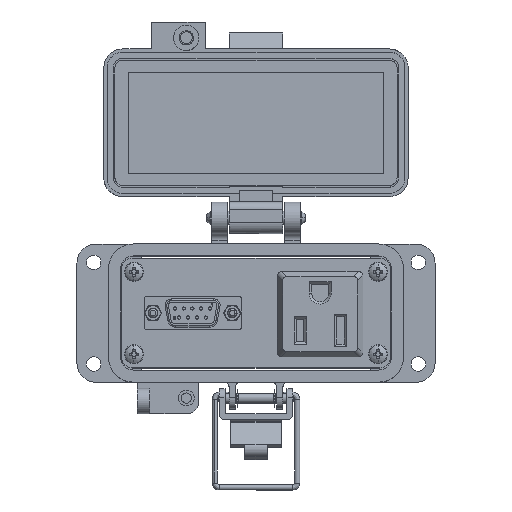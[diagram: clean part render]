
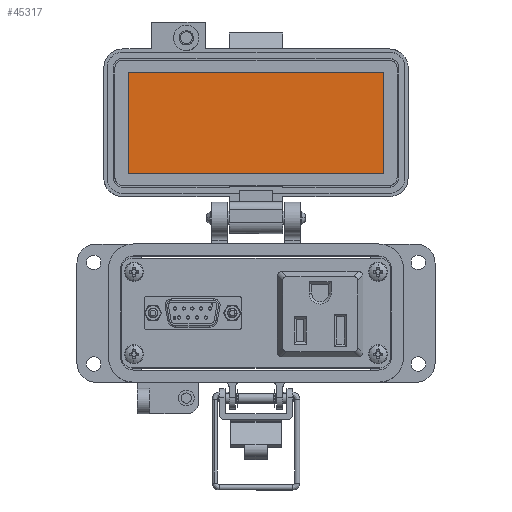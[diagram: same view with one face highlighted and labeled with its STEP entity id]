
A CAD part, top view. The second image highlights one B-rep face of the part: STEP entity #45317.
In plain terms, the highlighted planar face has unit normal (0, 0, 1).
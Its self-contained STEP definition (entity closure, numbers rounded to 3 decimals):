
#3925 = CARTESIAN_POINT ( 'NONE',  ( -40.25, 83.154, -25.55 ) ) ;
#6380 = LINE ( 'NONE', #52365, #38121 ) ;
#7268 = DIRECTION ( 'NONE',  ( 0., -1., 0. ) ) ;
#7398 = VERTEX_POINT ( 'NONE', #3925 ) ;
#7665 = AXIS2_PLACEMENT_3D ( 'NONE', #35989, #29871, #54654 ) ;
#8643 = CARTESIAN_POINT ( 'NONE',  ( -40.25, 51.154, -25.55 ) ) ;
#13329 = CARTESIAN_POINT ( 'NONE',  ( 40.25, 83.154, -25.55 ) ) ;
#16021 = VERTEX_POINT ( 'NONE', #38230 ) ;
#16962 = FACE_OUTER_BOUND ( 'NONE', #46988, .T. ) ;
#17321 = VECTOR ( 'NONE', #7268, 1000. ) ;
#18194 = DIRECTION ( 'NONE',  ( 0., 1., 0. ) ) ;
#21299 = VECTOR ( 'NONE', #18194, 1000. ) ;
#25085 = ORIENTED_EDGE ( 'NONE', *, *, #50315, .F. ) ;
#25552 = EDGE_CURVE ( 'NONE', #7398, #27436, #6380, .T. ) ;
#25666 = LINE ( 'NONE', #48950, #57059 ) ;
#27199 = LINE ( 'NONE', #54757, #17321 ) ;
#27436 = VERTEX_POINT ( 'NONE', #13329 ) ;
#29165 = EDGE_CURVE ( 'NONE', #59149, #7398, #32909, .T. ) ;
#29871 = DIRECTION ( 'NONE',  ( 0., 0., 1. ) ) ;
#30494 = PLANE ( 'NONE',  #7665 ) ;
#31869 = ORIENTED_EDGE ( 'NONE', *, *, #58299, .F. ) ;
#32909 = LINE ( 'NONE', #41519, #21299 ) ;
#35772 = DIRECTION ( 'NONE',  ( -1., 0., 0. ) ) ;
#35989 = CARTESIAN_POINT ( 'NONE',  ( -8.5, 67.154, -25.55 ) ) ;
#38121 = VECTOR ( 'NONE', #48081, 1000. ) ;
#38230 = CARTESIAN_POINT ( 'NONE',  ( 40.25, 51.154, -25.55 ) ) ;
#38549 = ORIENTED_EDGE ( 'NONE', *, *, #29165, .F. ) ;
#41519 = CARTESIAN_POINT ( 'NONE',  ( -40.25, 67.154, -25.55 ) ) ;
#45317 = ADVANCED_FACE ( 'NONE', ( #16962 ), #30494, .T. ) ;
#46988 = EDGE_LOOP ( 'NONE', ( #56208, #38549, #25085, #31869 ) ) ;
#48081 = DIRECTION ( 'NONE',  ( 1., 0., 0. ) ) ;
#48950 = CARTESIAN_POINT ( 'NONE',  ( 42., 51.154, -25.55 ) ) ;
#50315 = EDGE_CURVE ( 'NONE', #16021, #59149, #25666, .T. ) ;
#52365 = CARTESIAN_POINT ( 'NONE',  ( -8.5, 83.154, -25.55 ) ) ;
#54654 = DIRECTION ( 'NONE',  ( 0., -1., 0. ) ) ;
#54757 = CARTESIAN_POINT ( 'NONE',  ( 40.25, 67.154, -25.55 ) ) ;
#56208 = ORIENTED_EDGE ( 'NONE', *, *, #25552, .F. ) ;
#57059 = VECTOR ( 'NONE', #35772, 1000. ) ;
#58299 = EDGE_CURVE ( 'NONE', #27436, #16021, #27199, .T. ) ;
#59149 = VERTEX_POINT ( 'NONE', #8643 ) ;
